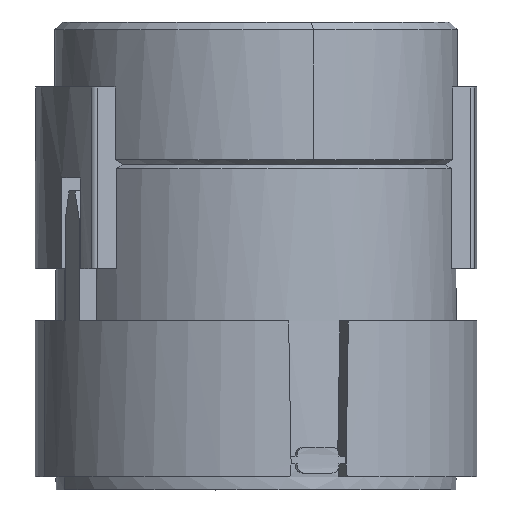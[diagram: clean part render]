
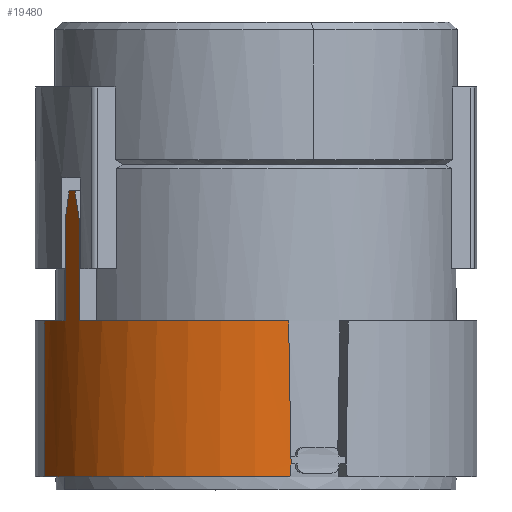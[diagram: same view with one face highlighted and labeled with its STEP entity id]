
A CAD part, front view. The second image highlights one B-rep face of the part: STEP entity #19480.
In plain terms, the highlighted cylindrical face has radius 8.5 mm (diameter 17 mm), a partial arc.
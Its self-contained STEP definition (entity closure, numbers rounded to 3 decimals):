
#11036=AXIS2_PLACEMENT_3D('Circle Axis2P3D',#11034,#11035,$) ;
#13505=AXIS2_PLACEMENT_3D('Circle Axis2P3D',#13503,#13504,$) ;
#17280=AXIS2_PLACEMENT_3D('Circle Axis2P3D',#17278,#17279,$) ;
#19022=AXIS2_PLACEMENT_3D('Circle Axis2P3D',#19020,#19021,$) ;
#19465=AXIS2_PLACEMENT_3D('Cylinder Axis2P3D',#19462,#19463,#19464) ;
#11031=CARTESIAN_POINT('Vertex',(9.806,0.101,0.501)) ;
#11034=CARTESIAN_POINT('Axis2P3D Location',(8.5,8.5,0.501)) ;
#11038=CARTESIAN_POINT('Vertex',(0.354,6.072,0.501)) ;
#12002=CARTESIAN_POINT('Vertex',(9.85,0.108,1.001)) ;
#12005=CARTESIAN_POINT('Line Origine',(9.828,0.104,0.751)) ;
#13453=CARTESIAN_POINT('Vertex',(9.755,0.093,6.501)) ;
#13458=CARTESIAN_POINT('Line Origine',(9.802,0.1,3.751)) ;
#13500=CARTESIAN_POINT('Vertex',(0.354,6.072,6.501)) ;
#13503=CARTESIAN_POINT('Axis2P3D Location',(8.5,8.5,6.501)) ;
#13507=CARTESIAN_POINT('Vertex',(1.156,4.221,6.501)) ;
#14656=CARTESIAN_POINT('Vertex',(1.156,4.221,10.381)) ;
#14664=CARTESIAN_POINT('Line Origine',(1.156,4.221,8.441)) ;
#15824=CARTESIAN_POINT('Vertex',(1.709,3.388,10.381)) ;
#15829=CARTESIAN_POINT('Line Origine',(1.709,3.388,8.441)) ;
#15833=CARTESIAN_POINT('Vertex',(1.709,3.388,6.501)) ;
#17275=CARTESIAN_POINT('Vertex',(1.311,3.964,11.501)) ;
#17278=CARTESIAN_POINT('Axis2P3D Location',(8.5,8.5,11.501)) ;
#17282=CARTESIAN_POINT('Vertex',(1.533,3.631,11.501)) ;
#17311=CARTESIAN_POINT('Control Point',(1.533,3.631,11.501)) ;
#17312=CARTESIAN_POINT('Control Point',(1.567,3.582,11.277)) ;
#17313=CARTESIAN_POINT('Control Point',(1.602,3.533,11.053)) ;
#17314=CARTESIAN_POINT('Control Point',(1.637,3.484,10.829)) ;
#17315=CARTESIAN_POINT('Control Point',(1.673,3.436,10.605)) ;
#17316=CARTESIAN_POINT('Control Point',(1.709,3.388,10.381)) ;
#18835=CARTESIAN_POINT('Control Point',(1.156,4.221,10.381)) ;
#18836=CARTESIAN_POINT('Control Point',(1.186,4.169,10.605)) ;
#18837=CARTESIAN_POINT('Control Point',(1.217,4.118,10.829)) ;
#18838=CARTESIAN_POINT('Control Point',(1.248,4.066,11.053)) ;
#18839=CARTESIAN_POINT('Control Point',(1.279,4.015,11.277)) ;
#18840=CARTESIAN_POINT('Control Point',(1.311,3.964,11.501)) ;
#19020=CARTESIAN_POINT('Axis2P3D Location',(8.5,8.5,6.501)) ;
#19449=CARTESIAN_POINT('Line Origine',(0.354,6.072,0.001)) ;
#19462=CARTESIAN_POINT('Axis2P3D Location',(8.5,8.5,0.001)) ;
#11035=DIRECTION('Axis2P3D Direction',(0.,0.,1.)) ;
#12006=DIRECTION('Vector Direction',(0.086,0.014,0.996)) ;
#13459=DIRECTION('Vector Direction',(-0.017,-0.003,1.)) ;
#13504=DIRECTION('Axis2P3D Direction',(0.,0.,-1.)) ;
#14665=DIRECTION('Vector Direction',(0.,0.,-1.)) ;
#15830=DIRECTION('Vector Direction',(0.,0.,1.)) ;
#17279=DIRECTION('Axis2P3D Direction',(0.,0.,1.)) ;
#19021=DIRECTION('Axis2P3D Direction',(0.,0.,-1.)) ;
#19450=DIRECTION('Vector Direction',(0.,0.,-1.)) ;
#19463=DIRECTION('Axis2P3D Direction',(0.,0.,-1.)) ;
#19464=DIRECTION('Axis2P3D XDirection',(0.958,0.286,0.)) ;
#12007=VECTOR('Line Direction',#12006,1.) ;
#13460=VECTOR('Line Direction',#13459,1.) ;
#14666=VECTOR('Line Direction',#14665,1.) ;
#15831=VECTOR('Line Direction',#15830,1.) ;
#19451=VECTOR('Line Direction',#19450,1.) ;
#19468=ORIENTED_EDGE('',*,*,#19453,.T.) ;
#19469=ORIENTED_EDGE('',*,*,#11040,.T.) ;
#19470=ORIENTED_EDGE('',*,*,#12009,.T.) ;
#19471=ORIENTED_EDGE('',*,*,#13462,.T.) ;
#19472=ORIENTED_EDGE('',*,*,#19024,.T.) ;
#19473=ORIENTED_EDGE('',*,*,#15835,.T.) ;
#19474=ORIENTED_EDGE('',*,*,#17317,.F.) ;
#19475=ORIENTED_EDGE('',*,*,#17284,.F.) ;
#19476=ORIENTED_EDGE('',*,*,#18841,.F.) ;
#19477=ORIENTED_EDGE('',*,*,#14668,.T.) ;
#19478=ORIENTED_EDGE('',*,*,#13509,.T.) ;
#19480=ADVANCED_FACE('Hauptk\X2\00F6\X0\rper',(#19479),#19466,.T.) ;
#17310=B_SPLINE_CURVE_WITH_KNOTS('',5,(#17311,#17312,#17313,#17314,#17315,#17316),.UNSPECIFIED.,.F.,.U.,(6,6),(0.,1.639),.UNSPECIFIED.) ;
#18834=B_SPLINE_CURVE_WITH_KNOTS('',5,(#18835,#18836,#18837,#18838,#18839,#18840),.UNSPECIFIED.,.F.,.U.,(6,6),(0.,1.639),.UNSPECIFIED.) ;
#11037=CIRCLE('generated circle',#11036,8.5) ;
#13506=CIRCLE('generated circle',#13505,8.5) ;
#17281=CIRCLE('generated circle',#17280,8.5) ;
#19023=CIRCLE('generated circle',#19022,8.5) ;
#19466=CYLINDRICAL_SURFACE('generated cylinder',#19465,8.5) ;
#11040=EDGE_CURVE('',#11039,#11032,#11037,.T.) ;
#12009=EDGE_CURVE('',#11032,#12003,#12008,.T.) ;
#13462=EDGE_CURVE('',#12003,#13454,#13461,.T.) ;
#13509=EDGE_CURVE('',#13508,#13501,#13506,.T.) ;
#14668=EDGE_CURVE('',#14657,#13508,#14667,.T.) ;
#15835=EDGE_CURVE('',#15834,#15825,#15832,.T.) ;
#17284=EDGE_CURVE('',#17276,#17283,#17281,.T.) ;
#17317=EDGE_CURVE('',#17283,#15825,#17310,.T.) ;
#18841=EDGE_CURVE('',#14657,#17276,#18834,.T.) ;
#19024=EDGE_CURVE('',#13454,#15834,#19023,.T.) ;
#19453=EDGE_CURVE('',#13501,#11039,#19452,.T.) ;
#19467=EDGE_LOOP('',(#19468,#19469,#19470,#19471,#19472,#19473,#19474,#19475,#19476,#19477,#19478)) ;
#19479=FACE_OUTER_BOUND('',#19467,.T.) ;
#12008=LINE('Line',#12005,#12007) ;
#13461=LINE('Line',#13458,#13460) ;
#14667=LINE('Line',#14664,#14666) ;
#15832=LINE('Line',#15829,#15831) ;
#19452=LINE('Line',#19449,#19451) ;
#11032=VERTEX_POINT('',#11031) ;
#11039=VERTEX_POINT('',#11038) ;
#12003=VERTEX_POINT('',#12002) ;
#13454=VERTEX_POINT('',#13453) ;
#13501=VERTEX_POINT('',#13500) ;
#13508=VERTEX_POINT('',#13507) ;
#14657=VERTEX_POINT('',#14656) ;
#15825=VERTEX_POINT('',#15824) ;
#15834=VERTEX_POINT('',#15833) ;
#17276=VERTEX_POINT('',#17275) ;
#17283=VERTEX_POINT('',#17282) ;
